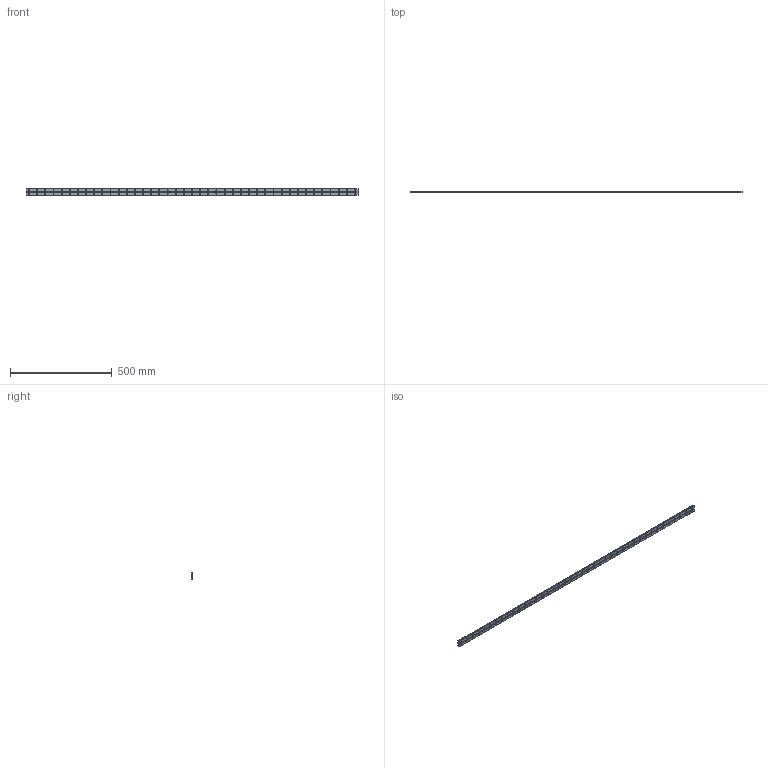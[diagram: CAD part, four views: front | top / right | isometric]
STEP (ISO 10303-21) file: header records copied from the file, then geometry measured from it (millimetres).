
FILE_DESCRIPTION (( 'STEP AP214' ), '1' );
FILE_NAME ('HRW17CA1UU-1630L_G15_0_PB107_789-6_0_0_0_1.STEP', '2021-07-01T11:26:53', ( '' ), ( '' ), 'SwSTEP 2.0', 'SolidWorks 2021', '' );
FILE_SCHEMA (( 'AUTOMOTIVE_DESIGN' ));
Length unit declared in the file: millimetre
Products named in the file (2): HRW17CA1UU-1630L_G15_0_PB107_789-6_0_0_0_1; _HRW17CA163015 Track
Assembly tree (1 placements, depth 2):
  HRW17CA1UU-1630L_G15_0_PB107_789-6_0_0_0_1
    _HRW17CA163015 Track
Bounding box: 1630 x 9 x 33 mm (x, y, z)
Volume: 422293.3 mm3; surface area: 153946.7 mm2
Topology: 1 solids, 1 shells, 444 faces, 1080 edges, 720 vertices
Faces by surface type: cylinder 332, plane 112
Entity records: 13782 total; most frequent: DIRECTION 2640, CARTESIAN_POINT 2248, ORIENTED_EDGE 2160, AXIS2_PLACEMENT_3D 1112, EDGE_CURVE 1080, VERTEX_POINT 720, EDGE_LOOP 690, CIRCLE 664
